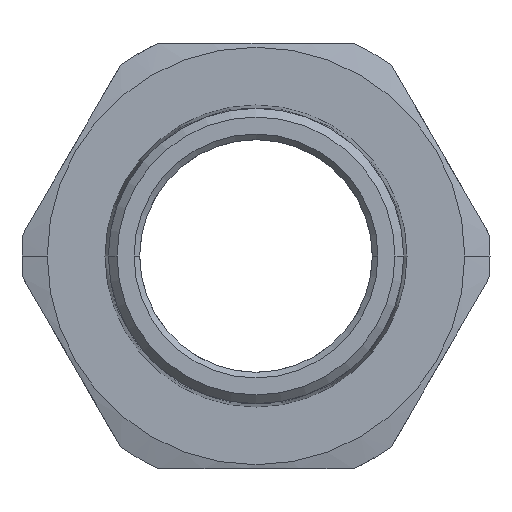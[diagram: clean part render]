
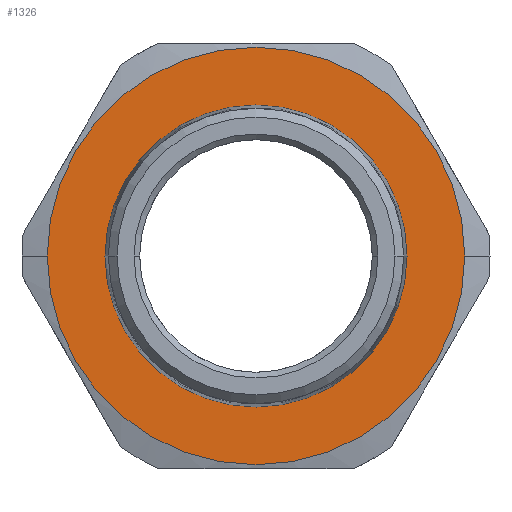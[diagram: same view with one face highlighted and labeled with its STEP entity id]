
A CAD part, left-side view. The second image highlights one B-rep face of the part: STEP entity #1326.
In plain terms, the highlighted planar face has unit normal (-1, 0, 0).
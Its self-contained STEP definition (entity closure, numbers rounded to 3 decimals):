
#46 = CARTESIAN_POINT ( 'NONE',  ( -4.025, 0., 0. ) ) ;
#87 = CARTESIAN_POINT ( 'NONE',  ( -4.025, -18.4, 0. ) ) ;
#108 = EDGE_LOOP ( 'NONE', ( #1030, #1229 ) ) ;
#127 = CARTESIAN_POINT ( 'NONE',  ( -4.025, 0., 20.625 ) ) ;
#153 = AXIS2_PLACEMENT_3D ( 'NONE', #318, #2145, #1356 ) ;
#195 = AXIS2_PLACEMENT_3D ( 'NONE', #46, #1475, #666 ) ;
#318 = CARTESIAN_POINT ( 'NONE',  ( -4.025, 0., 0. ) ) ;
#351 = PLANE ( 'NONE',  #932 ) ;
#415 = DIRECTION ( 'NONE',  ( 0., -1., 0. ) ) ;
#461 = VERTEX_POINT ( 'NONE', #951 ) ;
#514 = CIRCLE ( 'NONE', #2498, 13.31 ) ;
#666 = DIRECTION ( 'NONE',  ( 0., -1., 0. ) ) ;
#729 = DIRECTION ( 'NONE',  ( 0., -1., 0. ) ) ;
#741 = CARTESIAN_POINT ( 'NONE',  ( -4.025, 13.31, 0. ) ) ;
#804 = VERTEX_POINT ( 'NONE', #2490 ) ;
#932 = AXIS2_PLACEMENT_3D ( 'NONE', #127, #2548, #1760 ) ;
#938 = EDGE_CURVE ( 'NONE', #2552, #461, #1282, .T. ) ;
#941 = VERTEX_POINT ( 'NONE', #87 ) ;
#951 = CARTESIAN_POINT ( 'NONE',  ( -4.025, -13.31, 0. ) ) ;
#973 = EDGE_CURVE ( 'NONE', #941, #804, #1704, .T. ) ;
#1030 = ORIENTED_EDGE ( 'NONE', *, *, #1513, .T. ) ;
#1229 = ORIENTED_EDGE ( 'NONE', *, *, #938, .T. ) ;
#1282 = CIRCLE ( 'NONE', #1561, 13.31 ) ;
#1315 = DIRECTION ( 'NONE',  ( 1., 0., 0. ) ) ;
#1326 = ADVANCED_FACE ( 'NONE', ( #1763, #2475 ), #351, .F. ) ;
#1356 = DIRECTION ( 'NONE',  ( 0., -1., 0. ) ) ;
#1443 = DIRECTION ( 'NONE',  ( 1., 0., 0. ) ) ;
#1475 = DIRECTION ( 'NONE',  ( 1., 0., 0. ) ) ;
#1513 = EDGE_CURVE ( 'NONE', #461, #2552, #514, .T. ) ;
#1561 = AXIS2_PLACEMENT_3D ( 'NONE', #1912, #1315, #729 ) ;
#1564 = EDGE_LOOP ( 'NONE', ( #2171, #2517 ) ) ;
#1635 = EDGE_CURVE ( 'NONE', #804, #941, #1793, .T. ) ;
#1704 = CIRCLE ( 'NONE', #153, 18.4 ) ;
#1760 = DIRECTION ( 'NONE',  ( 0., -1., 0. ) ) ;
#1763 = FACE_BOUND ( 'NONE', #108, .T. ) ;
#1793 = CIRCLE ( 'NONE', #195, 18.4 ) ;
#1912 = CARTESIAN_POINT ( 'NONE',  ( -4.025, 0., 0. ) ) ;
#2145 = DIRECTION ( 'NONE',  ( 1., 0., 0. ) ) ;
#2171 = ORIENTED_EDGE ( 'NONE', *, *, #973, .F. ) ;
#2218 = CARTESIAN_POINT ( 'NONE',  ( -4.025, 0., 0. ) ) ;
#2475 = FACE_OUTER_BOUND ( 'NONE', #1564, .T. ) ;
#2490 = CARTESIAN_POINT ( 'NONE',  ( -4.025, 18.4, 0. ) ) ;
#2498 = AXIS2_PLACEMENT_3D ( 'NONE', #2218, #1443, #415 ) ;
#2517 = ORIENTED_EDGE ( 'NONE', *, *, #1635, .F. ) ;
#2548 = DIRECTION ( 'NONE',  ( 1., 0., 0. ) ) ;
#2552 = VERTEX_POINT ( 'NONE', #741 ) ;
